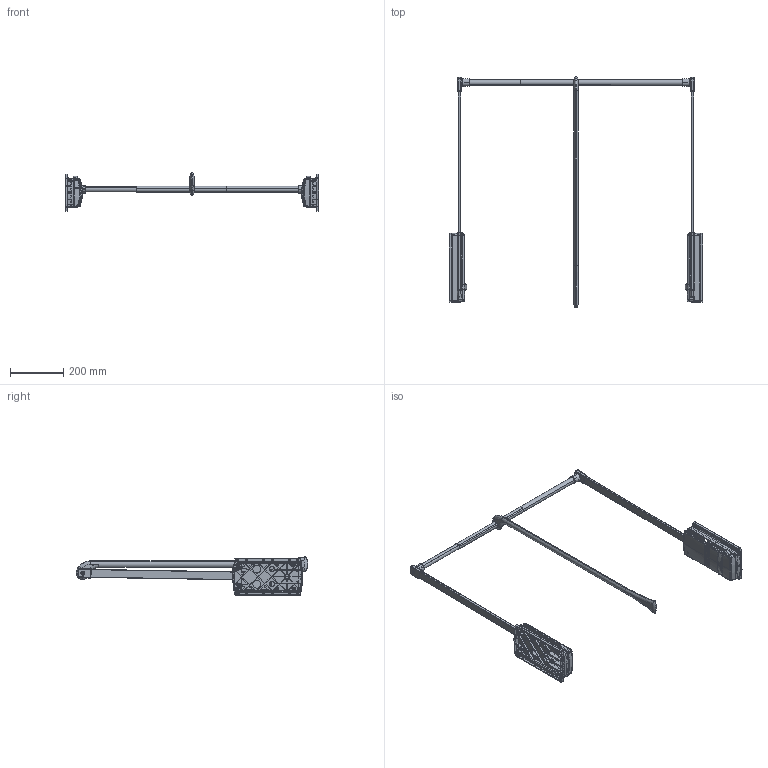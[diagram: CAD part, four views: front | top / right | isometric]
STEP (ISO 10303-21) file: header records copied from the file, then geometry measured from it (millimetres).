
FILE_DESCRIPTION (( 'STEP AP203' ), '1' );
FILE_NAME ('A - Servetto 2004 77-120.STEP', '2019-07-11T16:03:09', ( '' ), ( '' ), 'SwSTEP 2.0', 'SolidWorks 2018', '' );
FILE_SCHEMA (( 'CONFIG_CONTROL_DESIGN' ));
Length unit declared in the file: millimetre
Products named in the file (14): Inclinometro - 811P01000; Base - 201P00100; Maniglia Lunga 2004 - 027P01500; Coperchio Sinistro - 201P00300; A - Braccio Sx Servetto - 027A00100; Coperchio Destro - 201P00200; Attacco Piantana DX - 027P00100; Tubo ﾘ 22.4 x 640 - 813P00300; Paracolpo - 811P00900; Attacco Piantana SX - 027P00200; A - Braccio Dx Servetto - 027A00200; Tubo ﾘ 20 x 560 - 811P02400; Piantana 820 - 811P01300; A - Servetto 2004 77-120
Assembly tree (17 placements, depth 3):
  A - Servetto 2004 77-120
    A - Braccio Sx Servetto - 027A00100
      Base - 201P00100
      Coperchio Sinistro - 201P00300
      Piantana 820 - 811P01300
      Attacco Piantana SX - 027P00200
      Paracolpo - 811P00900
    A - Braccio Dx Servetto - 027A00200
      Base - 201P00100
      Coperchio Destro - 201P00200
      Piantana 820 - 811P01300
      Attacco Piantana DX - 027P00100
      Paracolpo - 811P00900
    Tubo ﾘ 20 x 560 - 811P02400
    Tubo ﾘ 22.4 x 640 - 813P00300
    Maniglia Lunga 2004 - 027P01500
    Inclinometro - 811P01000  x2
Bounding box: 953.42 x 869.84 x 145.13 mm (x, y, z)
Volume: 1119063.6 mm3; surface area: 998783.1 mm2
Topology: 15 solids, 15 shells, 3490 faces, 9285 edges, 5837 vertices
Faces by surface type: plane 1409, cylinder 1003, bspline 519, torus 299, cone 234, sphere 26
Entity records: 89537 total; most frequent: CARTESIAN_POINT 33190, ORIENTED_EDGE 12402, DIRECTION 10392, EDGE_CURVE 6201, VERTEX_POINT 3943, AXIS2_PLACEMENT_3D 3917, LINE 2558, VECTOR 2558
